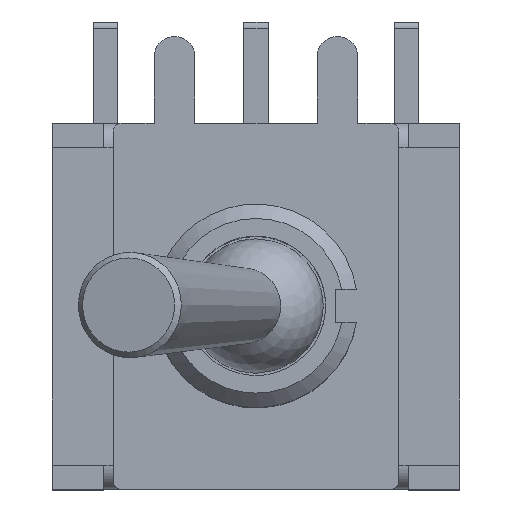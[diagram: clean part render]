
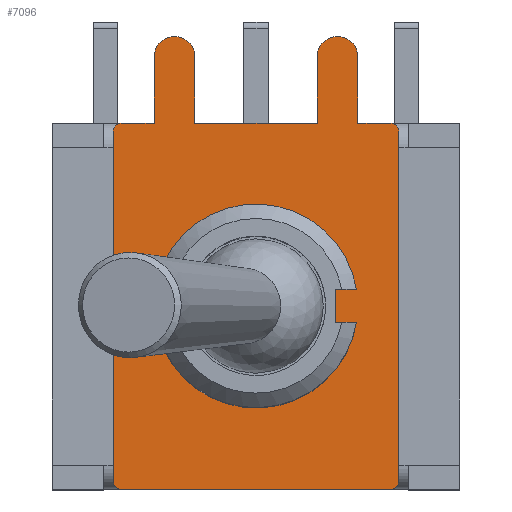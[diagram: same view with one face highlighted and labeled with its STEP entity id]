
A CAD part, top view. The second image highlights one B-rep face of the part: STEP entity #7096.
In plain terms, the highlighted planar face has unit normal (0, 0, 1).
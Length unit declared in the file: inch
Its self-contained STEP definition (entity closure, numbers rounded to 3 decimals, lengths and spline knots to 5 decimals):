
#136=PLANE('',#7546);
#429=FACE_BOUND('',#919,.T.);
#503=FACE_OUTER_BOUND('',#918,.T.);
#918=EDGE_LOOP('',(#4993,#4994,#4995,#4996,#4997,#4998,#4999,#5000,#5001,
#5002,#5003,#5004,#5005,#5006,#5007,#5008));
#919=EDGE_LOOP('',(#5009,#5010,#5011,#5012));
#1358=LINE('',#10348,#2209);
#1359=LINE('',#10352,#2210);
#1360=LINE('',#10356,#2211);
#1361=LINE('',#10360,#2212);
#1362=LINE('',#10362,#2213);
#1363=LINE('',#10366,#2214);
#1364=LINE('',#10368,#2215);
#1365=LINE('',#10370,#2216);
#1366=LINE('',#10374,#2217);
#1367=LINE('',#10375,#2218);
#1368=LINE('',#10378,#2219);
#1369=LINE('',#10380,#2220);
#1370=LINE('',#10382,#2221);
#2209=VECTOR('',#8217,0.3937);
#2210=VECTOR('',#8220,0.3937);
#2211=VECTOR('',#8223,0.3937);
#2212=VECTOR('',#8226,0.3937);
#2213=VECTOR('',#8227,0.3937);
#2214=VECTOR('',#8230,0.3937);
#2215=VECTOR('',#8231,0.3937);
#2216=VECTOR('',#8232,0.3937);
#2217=VECTOR('',#8235,0.3937);
#2218=VECTOR('',#8236,0.3937);
#2219=VECTOR('',#8237,0.3937);
#2220=VECTOR('',#8238,0.3937);
#2221=VECTOR('',#8239,0.3937);
#3056=CIRCLE('',#7547,0.00984);
#3057=CIRCLE('',#7548,0.00984);
#3058=CIRCLE('',#7549,0.00984);
#3059=CIRCLE('',#7550,0.00984);
#3060=CIRCLE('',#7551,0.025);
#3061=CIRCLE('',#7552,0.025);
#3062=CIRCLE('',#7553,0.125);
#3236=VERTEX_POINT('',#10344);
#3237=VERTEX_POINT('',#10345);
#3238=VERTEX_POINT('',#10347);
#3239=VERTEX_POINT('',#10349);
#3240=VERTEX_POINT('',#10351);
#3241=VERTEX_POINT('',#10353);
#3242=VERTEX_POINT('',#10355);
#3243=VERTEX_POINT('',#10357);
#3244=VERTEX_POINT('',#10359);
#3245=VERTEX_POINT('',#10361);
#3246=VERTEX_POINT('',#10363);
#3247=VERTEX_POINT('',#10365);
#3248=VERTEX_POINT('',#10367);
#3249=VERTEX_POINT('',#10369);
#3250=VERTEX_POINT('',#10371);
#3251=VERTEX_POINT('',#10373);
#3252=VERTEX_POINT('',#10376);
#3253=VERTEX_POINT('',#10377);
#3254=VERTEX_POINT('',#10379);
#3255=VERTEX_POINT('',#10381);
#3915=EDGE_CURVE('',#3236,#3237,#3056,.T.);
#3916=EDGE_CURVE('',#3238,#3236,#1358,.T.);
#3917=EDGE_CURVE('',#3239,#3238,#3057,.T.);
#3918=EDGE_CURVE('',#3240,#3239,#1359,.T.);
#3919=EDGE_CURVE('',#3241,#3240,#3058,.T.);
#3920=EDGE_CURVE('',#3242,#3241,#1360,.T.);
#3921=EDGE_CURVE('',#3243,#3242,#3059,.T.);
#3922=EDGE_CURVE('',#3244,#3243,#1361,.T.);
#3923=EDGE_CURVE('',#3245,#3244,#1362,.T.);
#3924=EDGE_CURVE('',#3246,#3245,#3060,.T.);
#3925=EDGE_CURVE('',#3247,#3246,#1363,.T.);
#3926=EDGE_CURVE('',#3248,#3247,#1364,.T.);
#3927=EDGE_CURVE('',#3249,#3248,#1365,.T.);
#3928=EDGE_CURVE('',#3250,#3249,#3061,.T.);
#3929=EDGE_CURVE('',#3251,#3250,#1366,.T.);
#3930=EDGE_CURVE('',#3237,#3251,#1367,.T.);
#3931=EDGE_CURVE('',#3252,#3253,#1368,.T.);
#3932=EDGE_CURVE('',#3254,#3252,#1369,.T.);
#3933=EDGE_CURVE('',#3255,#3254,#1370,.T.);
#3934=EDGE_CURVE('',#3253,#3255,#3062,.T.);
#4993=ORIENTED_EDGE('',*,*,#3915,.F.);
#4994=ORIENTED_EDGE('',*,*,#3916,.F.);
#4995=ORIENTED_EDGE('',*,*,#3917,.F.);
#4996=ORIENTED_EDGE('',*,*,#3918,.F.);
#4997=ORIENTED_EDGE('',*,*,#3919,.F.);
#4998=ORIENTED_EDGE('',*,*,#3920,.F.);
#4999=ORIENTED_EDGE('',*,*,#3921,.F.);
#5000=ORIENTED_EDGE('',*,*,#3922,.F.);
#5001=ORIENTED_EDGE('',*,*,#3923,.F.);
#5002=ORIENTED_EDGE('',*,*,#3924,.F.);
#5003=ORIENTED_EDGE('',*,*,#3925,.F.);
#5004=ORIENTED_EDGE('',*,*,#3926,.F.);
#5005=ORIENTED_EDGE('',*,*,#3927,.F.);
#5006=ORIENTED_EDGE('',*,*,#3928,.F.);
#5007=ORIENTED_EDGE('',*,*,#3929,.F.);
#5008=ORIENTED_EDGE('',*,*,#3930,.F.);
#5009=ORIENTED_EDGE('',*,*,#3931,.F.);
#5010=ORIENTED_EDGE('',*,*,#3932,.F.);
#5011=ORIENTED_EDGE('',*,*,#3933,.F.);
#5012=ORIENTED_EDGE('',*,*,#3934,.F.);
#7096=ADVANCED_FACE('',(#503,#429),#136,.F.);
#7546=AXIS2_PLACEMENT_3D('',#10343,#8213,#8214);
#7547=AXIS2_PLACEMENT_3D('',#10346,#8215,#8216);
#7548=AXIS2_PLACEMENT_3D('',#10350,#8218,#8219);
#7549=AXIS2_PLACEMENT_3D('',#10354,#8221,#8222);
#7550=AXIS2_PLACEMENT_3D('',#10358,#8224,#8225);
#7551=AXIS2_PLACEMENT_3D('',#10364,#8228,#8229);
#7552=AXIS2_PLACEMENT_3D('',#10372,#8233,#8234);
#7553=AXIS2_PLACEMENT_3D('',#10383,#8240,#8241);
#8213=DIRECTION('center_axis',(0.,0.,
-1.));
#8214=DIRECTION('ref_axis',(0.,-1.,0.));
#8215=DIRECTION('center_axis',(0.,0.,
-1.));
#8216=DIRECTION('ref_axis',(-0.707,0.707,0.));
#8217=DIRECTION('',(0.,1.,0.));
#8218=DIRECTION('center_axis',(0.,0.,
-1.));
#8219=DIRECTION('ref_axis',(-0.707,-0.707,0.));
#8220=DIRECTION('',(-1.,0.,0.));
#8221=DIRECTION('center_axis',(0.,0.,
-1.));
#8222=DIRECTION('ref_axis',(0.707,-0.707,0.));
#8223=DIRECTION('',(0.,-1.,0.));
#8224=DIRECTION('center_axis',(0.,0.,
-1.));
#8225=DIRECTION('ref_axis',(0.707,0.707,0.));
#8226=DIRECTION('',(1.,0.,0.));
#8227=DIRECTION('',(0.,-1.,0.));
#8228=DIRECTION('center_axis',(0.,0.,
-1.));
#8229=DIRECTION('ref_axis',(-1.,0.,0.));
#8230=DIRECTION('',(0.,1.,0.));
#8231=DIRECTION('',(1.,0.,0.));
#8232=DIRECTION('',(0.,-1.,0.));
#8233=DIRECTION('center_axis',(0.,0.,
-1.));
#8234=DIRECTION('ref_axis',(-1.,0.,0.));
#8235=DIRECTION('',(0.,1.,0.));
#8236=DIRECTION('',(1.,0.,0.));
#8237=DIRECTION('',(1.,0.,0.));
#8238=DIRECTION('',(0.,1.,0.));
#8239=DIRECTION('',(-1.,0.,0.));
#8240=DIRECTION('center_axis',(0.,0.,
1.));
#8241=DIRECTION('ref_axis',(0.987,0.161,0.));
#10343=CARTESIAN_POINT('Origin',(0.,0.05762,
0.36969));
#10344=CARTESIAN_POINT('',(-0.1752,0.21516,0.36969));
#10345=CARTESIAN_POINT('',(-0.16535,0.225,0.36969));
#10346=CARTESIAN_POINT('Origin',(-0.16535,0.21516,0.36969));
#10347=CARTESIAN_POINT('',(-0.1752,-0.21516,0.36969));
#10348=CARTESIAN_POINT('',(-0.1752,-0.225,0.36969));
#10349=CARTESIAN_POINT('',(-0.16535,-0.225,0.36969));
#10350=CARTESIAN_POINT('Origin',(-0.16535,-0.21516,
0.36969));
#10351=CARTESIAN_POINT('',(0.16535,-0.225,0.36969));
#10352=CARTESIAN_POINT('',(0.1752,-0.225,0.36969));
#10353=CARTESIAN_POINT('',(0.1752,-0.21516,0.36969));
#10354=CARTESIAN_POINT('Origin',(0.16535,-0.21516,0.36969));
#10355=CARTESIAN_POINT('',(0.1752,0.21516,0.36969));
#10356=CARTESIAN_POINT('',(0.1752,0.225,0.36969));
#10357=CARTESIAN_POINT('',(0.16535,0.225,0.36969));
#10358=CARTESIAN_POINT('Origin',(0.16535,0.21516,0.36969));
#10359=CARTESIAN_POINT('',(0.125,0.225,0.36969));
#10360=CARTESIAN_POINT('',(0.125,0.225,0.36969));
#10361=CARTESIAN_POINT('',(0.125,0.3063,0.36969));
#10362=CARTESIAN_POINT('',(0.125,0.3063,0.36969));
#10363=CARTESIAN_POINT('',(0.075,0.3063,0.36969));
#10364=CARTESIAN_POINT('Origin',(0.1,0.3063,0.36969));
#10365=CARTESIAN_POINT('',(0.075,0.225,0.36969));
#10366=CARTESIAN_POINT('',(0.075,0.225,0.36969));
#10367=CARTESIAN_POINT('',(-0.075,0.225,0.36969));
#10368=CARTESIAN_POINT('',(-0.075,0.225,0.36969));
#10369=CARTESIAN_POINT('',(-0.075,0.3063,0.36969));
#10370=CARTESIAN_POINT('',(-0.075,0.3063,0.36969));
#10371=CARTESIAN_POINT('',(-0.125,0.3063,0.36969));
#10372=CARTESIAN_POINT('Origin',(-0.1,0.3063,0.36969));
#10373=CARTESIAN_POINT('',(-0.125,0.225,0.36969));
#10374=CARTESIAN_POINT('',(-0.125,0.225,0.36969));
#10375=CARTESIAN_POINT('',(-0.1752,0.225,0.36969));
#10376=CARTESIAN_POINT('',(0.09705,0.02008,0.36969));
#10377=CARTESIAN_POINT('',(0.12338,0.02008,0.36969));
#10378=CARTESIAN_POINT('',(0.06169,0.02008,0.36969));
#10379=CARTESIAN_POINT('',(0.09705,-0.02008,0.36969));
#10380=CARTESIAN_POINT('',(0.09705,0.03885,0.36969));
#10381=CARTESIAN_POINT('',(0.12338,-0.02008,0.36969));
#10382=CARTESIAN_POINT('',(0.04852,-0.02008,0.36969));
#10383=CARTESIAN_POINT('Origin',(0.,0.,
0.36969));
